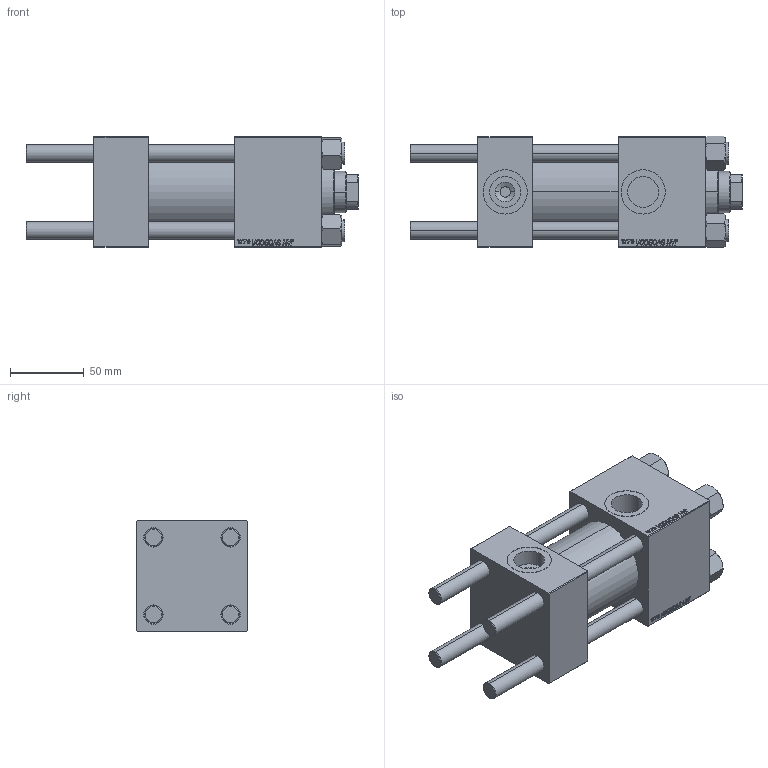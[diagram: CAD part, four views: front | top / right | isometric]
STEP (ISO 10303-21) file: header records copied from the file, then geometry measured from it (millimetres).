
FILE_DESCRIPTION (( 'STEP AP203' ), '1' );
FILE_NAME ('d11d.STEP', '2022-04-16T13:06:10', ( '' ), ( '' ), 'SwSTEP 2.0', 'SolidWorks 2019', '' );
FILE_SCHEMA (( 'CONFIG_CONTROL_DESIGN' ));
Length unit declared in the file: millimetre
Products named in the file (6): d11d; CR025_012_A_0_G_A_G_M_020_+#_##_TYCINKA 887796c2382882787d54b32a4ab051a8; V215_VC_A 887796c2382882787d54b32a4ab051a8; NUT_M5 887796c2382882787d54b32a4ab051a8; V215CR_BODY_A 887796c2382882787d54b32a4ab051a8; V215CR_VCP 887796c2382882787d54b32a4ab051a8
Assembly tree (11 placements, depth 2):
  d11d
    V215CR_BODY_A 887796c2382882787d54b32a4ab051a8
    CR025_012_A_0_G_A_G_M_020_+#_##_TYCINKA 887796c2382882787d54b32a4ab051a8  x4
    NUT_M5 887796c2382882787d54b32a4ab051a8  x4
    V215CR_VCP 887796c2382882787d54b32a4ab051a8
    V215_VC_A 887796c2382882787d54b32a4ab051a8
Bounding box: 225 x 75.43 x 75 mm (x, y, z)
Volume: 702161.8 mm3; surface area: 167467.5 mm2
Topology: 11 solids, 11 shells, 1140 faces, 2858 edges, 1855 vertices
Faces by surface type: plane 522, bspline 392, cone 136, cylinder 82, torus 8
Entity records: 49926 total; most frequent: CARTESIAN_POINT 26974, ORIENTED_EDGE 5208, DIRECTION 3270, EDGE_CURVE 2604, VERTEX_POINT 1711, VECTOR 1584, LINE 1584, EDGE_LOOP 1151
